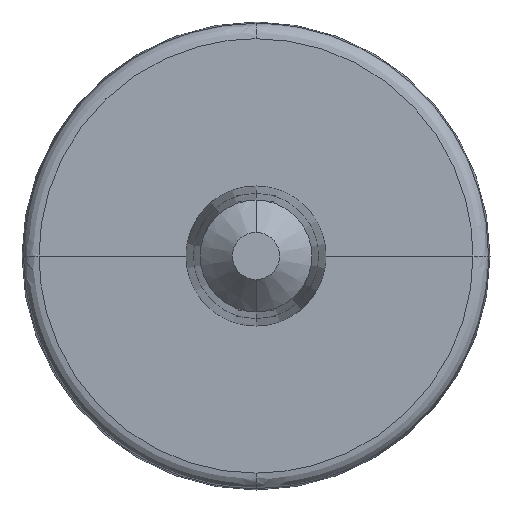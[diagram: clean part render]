
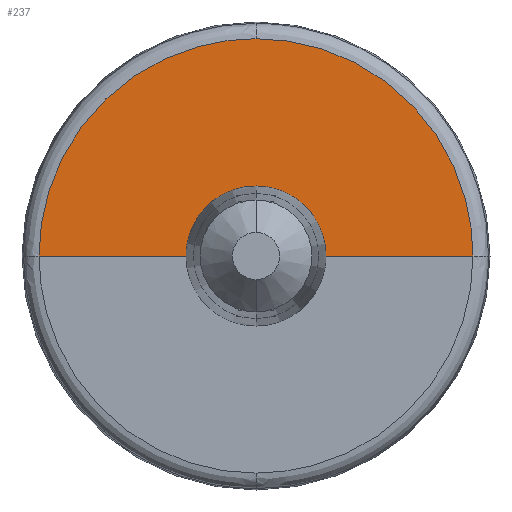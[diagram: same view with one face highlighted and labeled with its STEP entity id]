
A CAD part, front view. The second image highlights one B-rep face of the part: STEP entity #237.
In plain terms, the highlighted planar face has unit normal (0, -1, 0.009).
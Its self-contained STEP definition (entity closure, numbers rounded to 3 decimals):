
#33 = ORIENTED_EDGE ( 'NONE', *, *, #949, .F. ) ;
#45 = DIRECTION ( 'NONE',  ( 0., 0.009, 1. ) ) ;
#49 = DIRECTION ( 'NONE',  ( 0., -1., 0.009 ) ) ;
#50 =( BOUNDED_CURVE ( )  B_SPLINE_CURVE ( 3, ( #659, #657, #652, #650 ),
 .UNSPECIFIED., .F., .F. ) 
 B_SPLINE_CURVE_WITH_KNOTS ( ( 4, 4 ),
 ( 4.712, 6.283 ),
 .UNSPECIFIED. ) 
 CURVE ( )  GEOMETRIC_REPRESENTATION_ITEM ( )  RATIONAL_B_SPLINE_CURVE ( ( 1., 0.805, 0.805, 1. ) ) 
 REPRESENTATION_ITEM ( '' )  );
#53 = ORIENTED_EDGE ( 'NONE', *, *, #389, .F. ) ;
#56 = CARTESIAN_POINT ( 'NONE',  ( 0., -0.939, 6.964 ) ) ;
#63 = PLANE ( 'NONE',  #1061 ) ;
#65 = CARTESIAN_POINT ( 'NONE',  ( 0., -1., 0. ) ) ;
#66 = VERTEX_POINT ( 'NONE', #955 ) ;
#113 = DIRECTION ( 'NONE',  ( 1., 0., 0. ) ) ;
#121 = CARTESIAN_POINT ( 'NONE',  ( 0., -1., 0. ) ) ;
#132 = CARTESIAN_POINT ( 'NONE',  ( 0., -1., 0. ) ) ;
#133 = DIRECTION ( 'NONE',  ( 1., 0., 0. ) ) ;
#170 = VERTEX_POINT ( 'NONE', #272 ) ;
#175 = ORIENTED_EDGE ( 'NONE', *, *, #741, .T. ) ;
#204 = CARTESIAN_POINT ( 'NONE',  ( -2.244, -1., 0. ) ) ;
#206 = CARTESIAN_POINT ( 'NONE',  ( -2.245, -0.989, 1.315 ) ) ;
#228 = VERTEX_POINT ( 'NONE', #56 ) ;
#229 = CARTESIAN_POINT ( 'NONE',  ( -1.315, -0.98, 2.245 ) ) ;
#231 = CARTESIAN_POINT ( 'NONE',  ( 0., -0.98, 2.245 ) ) ;
#237 = ADVANCED_FACE ( 'NONE', ( #891 ), #63, .T. ) ;
#272 = CARTESIAN_POINT ( 'NONE',  ( -2.244, -1., 0. ) ) ;
#280 =( BOUNDED_CURVE ( )  B_SPLINE_CURVE ( 3, ( #1020, #1076, #1011, #1010 ),
 .UNSPECIFIED., .F., .T. ) 
 B_SPLINE_CURVE_WITH_KNOTS ( ( 4, 4 ),
 ( 4.711, 6.283 ),
 .UNSPECIFIED. ) 
 CURVE ( )  GEOMETRIC_REPRESENTATION_ITEM ( )  RATIONAL_B_SPLINE_CURVE ( ( 1., 0.804, 0.804, 1. ) ) 
 REPRESENTATION_ITEM ( '' )  );
#389 = EDGE_CURVE ( 'NONE', #551, #228, #280, .T. ) ;
#473 = EDGE_CURVE ( 'NONE', #1056, #814, #50, .T. ) ;
#532 =( BOUNDED_CURVE ( )  B_SPLINE_CURVE ( 3, ( #930, #951, #932, #923 ),
 .UNSPECIFIED., .F., .F. ) 
 B_SPLINE_CURVE_WITH_KNOTS ( ( 4, 4 ),
 ( 0., 1.572 ),
 .UNSPECIFIED. ) 
 CURVE ( )  GEOMETRIC_REPRESENTATION_ITEM ( )  RATIONAL_B_SPLINE_CURVE ( ( 1., 0.804, 0.804, 1. ) ) 
 REPRESENTATION_ITEM ( '' )  );
#551 = VERTEX_POINT ( 'NONE', #600 ) ;
#600 = CARTESIAN_POINT ( 'NONE',  ( -6.954, -1., 0. ) ) ;
#613 =( BOUNDED_CURVE ( )  B_SPLINE_CURVE ( 3, ( #231, #229, #206, #204 ),
 .UNSPECIFIED., .F., .F. ) 
 B_SPLINE_CURVE_WITH_KNOTS ( ( 4, 4 ),
 ( 0., 1.571 ),
 .UNSPECIFIED. ) 
 CURVE ( )  GEOMETRIC_REPRESENTATION_ITEM ( )  RATIONAL_B_SPLINE_CURVE ( ( 1., 0.805, 0.805, 1. ) ) 
 REPRESENTATION_ITEM ( '' )  );
#650 = CARTESIAN_POINT ( 'NONE',  ( 0., -0.98, 2.245 ) ) ;
#652 = CARTESIAN_POINT ( 'NONE',  ( 1.315, -0.98, 2.245 ) ) ;
#654 = EDGE_CURVE ( 'NONE', #814, #170, #613, .T. ) ;
#657 = CARTESIAN_POINT ( 'NONE',  ( 2.245, -0.989, 1.315 ) ) ;
#659 = CARTESIAN_POINT ( 'NONE',  ( 2.244, -1., 0. ) ) ;
#717 = VECTOR ( 'NONE', #113, 1000. ) ;
#741 = EDGE_CURVE ( 'NONE', #551, #170, #1136, .T. ) ;
#746 = EDGE_CURVE ( 'NONE', #1056, #66, #875, .T. ) ;
#799 = ORIENTED_EDGE ( 'NONE', *, *, #654, .F. ) ;
#814 = VERTEX_POINT ( 'NONE', #1054 ) ;
#826 = CARTESIAN_POINT ( 'NONE',  ( 2.244, -1., 0. ) ) ;
#875 = LINE ( 'NONE', #121, #717 ) ;
#891 = FACE_OUTER_BOUND ( 'NONE', #1216, .T. ) ;
#923 = CARTESIAN_POINT ( 'NONE',  ( 6.954, -1., 0. ) ) ;
#930 = CARTESIAN_POINT ( 'NONE',  ( 0., -0.939, 6.964 ) ) ;
#932 = CARTESIAN_POINT ( 'NONE',  ( 6.96, -0.964, 4.078 ) ) ;
#949 = EDGE_CURVE ( 'NONE', #228, #66, #532, .T. ) ;
#951 = CARTESIAN_POINT ( 'NONE',  ( 4.078, -0.939, 6.964 ) ) ;
#955 = CARTESIAN_POINT ( 'NONE',  ( 6.954, -1., 0. ) ) ;
#964 = VECTOR ( 'NONE', #133, 1000. ) ;
#1010 = CARTESIAN_POINT ( 'NONE',  ( 0., -0.939, 6.964 ) ) ;
#1011 = CARTESIAN_POINT ( 'NONE',  ( -4.078, -0.939, 6.964 ) ) ;
#1020 = CARTESIAN_POINT ( 'NONE',  ( -6.954, -1., 0. ) ) ;
#1054 = CARTESIAN_POINT ( 'NONE',  ( 0., -0.98, 2.245 ) ) ;
#1056 = VERTEX_POINT ( 'NONE', #826 ) ;
#1061 = AXIS2_PLACEMENT_3D ( 'NONE', #65, #49, #45 ) ;
#1076 = CARTESIAN_POINT ( 'NONE',  ( -6.96, -0.964, 4.078 ) ) ;
#1134 = ORIENTED_EDGE ( 'NONE', *, *, #473, .F. ) ;
#1136 = LINE ( 'NONE', #132, #964 ) ;
#1216 = EDGE_LOOP ( 'NONE', ( #175, #799, #1134, #1234, #33, #53 ) ) ;
#1234 = ORIENTED_EDGE ( 'NONE', *, *, #746, .T. ) ;
